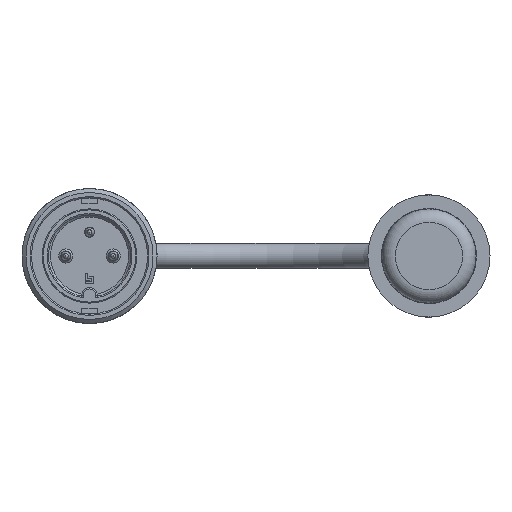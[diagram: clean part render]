
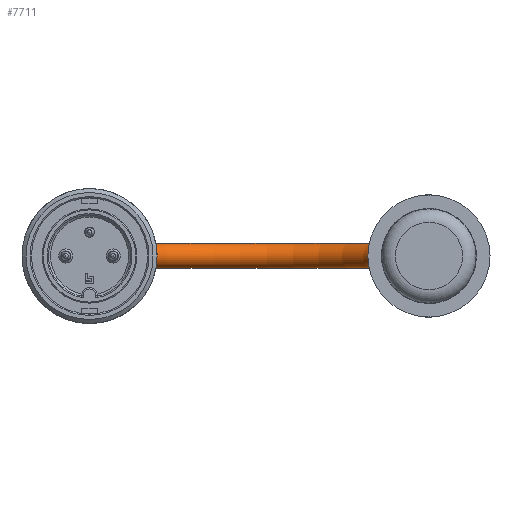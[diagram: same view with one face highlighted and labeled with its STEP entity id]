
A CAD part, left-side view. The second image highlights one B-rep face of the part: STEP entity #7711.
In plain terms, the highlighted toroidal (fillet/blend) face has major radius 25 mm and minor radius 1.85 mm.
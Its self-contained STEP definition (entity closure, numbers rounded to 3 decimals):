
#1455=TOROIDAL_SURFACE('',#8175,25.,1.85);
#1832=FACE_BOUND('',#2345,.T.);
#1909=FACE_OUTER_BOUND('',#2344,.T.);
#2344=EDGE_LOOP('',(#5058));
#2345=EDGE_LOOP('',(#5059));
#2838=CIRCLE('',#8174,1.85);
#2839=CIRCLE('',#8176,1.85);
#3216=VERTEX_POINT('',#11275);
#3217=VERTEX_POINT('',#11278);
#3955=EDGE_CURVE('',#3216,#3216,#2838,.T.);
#3956=EDGE_CURVE('',#3217,#3217,#2839,.T.);
#5058=ORIENTED_EDGE('',*,*,#3955,.F.);
#5059=ORIENTED_EDGE('',*,*,#3956,.T.);
#7711=ADVANCED_FACE('',(#1909,#1832),#1455,.T.);
#8174=AXIS2_PLACEMENT_3D('',#11276,#8991,#8992);
#8175=AXIS2_PLACEMENT_3D('',#11277,#8993,#8994);
#8176=AXIS2_PLACEMENT_3D('',#11279,#8995,#8996);
#8991=DIRECTION('center_axis',(-1.,0.,0.));
#8992=DIRECTION('ref_axis',(0.,-0.001,
1.));
#8993=DIRECTION('center_axis',(0.,-0.001,
1.));
#8994=DIRECTION('ref_axis',(1.,0.,0.));
#8995=DIRECTION('center_axis',(1.,0.,0.));
#8996=DIRECTION('ref_axis',(0.,-0.001,
1.));
#11275=CARTESIAN_POINT('',(298.415,-207.202,-467.63));
#11276=CARTESIAN_POINT('Origin',(298.415,-207.204,-465.78));
#11277=CARTESIAN_POINT('Origin',(298.415,-232.204,-465.803));
#11278=CARTESIAN_POINT('',(298.415,-257.202,-467.676));
#11279=CARTESIAN_POINT('Origin',(298.415,-257.204,-465.826));
